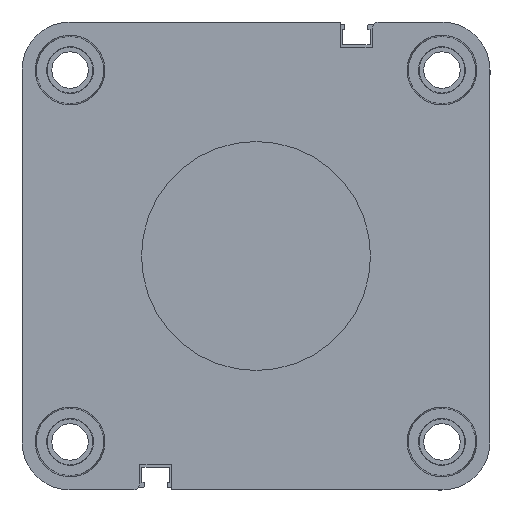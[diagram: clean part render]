
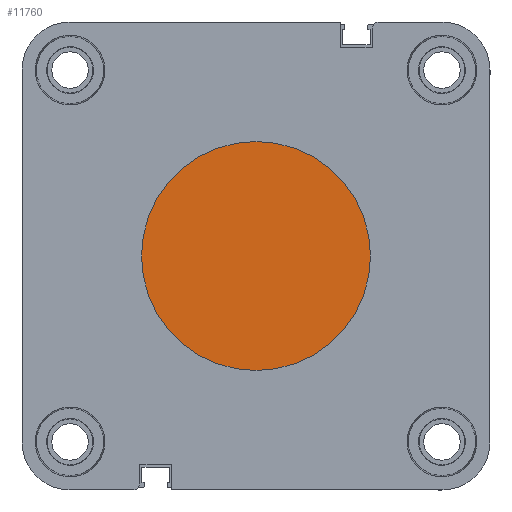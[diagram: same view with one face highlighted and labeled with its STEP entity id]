
A CAD part, left-side view. The second image highlights one B-rep face of the part: STEP entity #11760.
In plain terms, the highlighted planar face has unit normal (-1, 0, 0).
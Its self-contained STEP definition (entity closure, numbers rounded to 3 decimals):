
#282 = AXIS2_PLACEMENT_3D ( 'NONE', #15043, #1065, #2233 ) ;
#378 = DIRECTION ( 'NONE',  ( -1., 0., 0. ) ) ;
#1065 = DIRECTION ( 'NONE',  ( -1., 0., 0. ) ) ;
#2233 = DIRECTION ( 'NONE',  ( 0., 0., 1. ) ) ;
#2526 = EDGE_LOOP ( 'NONE', ( #4713, #7333 ) ) ;
#2889 = DIRECTION ( 'NONE',  ( -1., 0., 0. ) ) ;
#2940 = PLANE ( 'NONE',  #12298 ) ;
#3044 = CARTESIAN_POINT ( 'NONE',  ( 0., 0., 0. ) ) ;
#3116 = CARTESIAN_POINT ( 'NONE',  ( 0., 0., 27.4 ) ) ;
#3839 = CARTESIAN_POINT ( 'NONE',  ( 0., 0., -27.4 ) ) ;
#3978 = VERTEX_POINT ( 'NONE', #3116 ) ;
#4713 = ORIENTED_EDGE ( 'NONE', *, *, #13609, .T. ) ;
#5009 = FACE_OUTER_BOUND ( 'NONE', #2526, .T. ) ;
#5033 = VERTEX_POINT ( 'NONE', #3839 ) ;
#6364 = EDGE_CURVE ( 'NONE', #5033, #3978, #8815, .T. ) ;
#7333 = ORIENTED_EDGE ( 'NONE', *, *, #6364, .T. ) ;
#8043 = CIRCLE ( 'NONE', #282, 27.4 ) ;
#8815 = CIRCLE ( 'NONE', #8980, 27.4 ) ;
#8980 = AXIS2_PLACEMENT_3D ( 'NONE', #10765, #378, #12003 ) ;
#10765 = CARTESIAN_POINT ( 'NONE',  ( 0., 0., 0. ) ) ;
#10979 = DIRECTION ( 'NONE',  ( 0., 0., 1. ) ) ;
#11760 = ADVANCED_FACE ( 'NONE', ( #5009 ), #2940, .T. ) ;
#12003 = DIRECTION ( 'NONE',  ( 0., 0., 1. ) ) ;
#12298 = AXIS2_PLACEMENT_3D ( 'NONE', #3044, #2889, #10979 ) ;
#13609 = EDGE_CURVE ( 'NONE', #3978, #5033, #8043, .T. ) ;
#15043 = CARTESIAN_POINT ( 'NONE',  ( 0., 0., 0. ) ) ;
